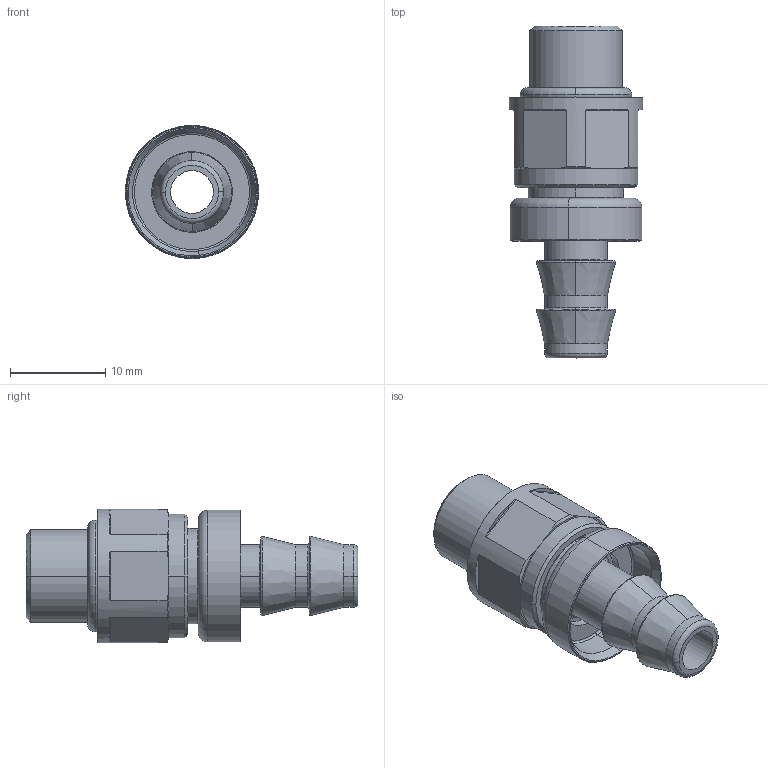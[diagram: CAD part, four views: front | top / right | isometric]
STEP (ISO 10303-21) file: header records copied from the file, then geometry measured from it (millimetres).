
FILE_DESCRIPTION (( 'STEP AP214' ), '1' );
FILE_NAME ('RL181235.STEP', '2016-02-18T15:10:53', ( '' ), ( '' ), 'SwSTEP 2.0', 'SolidWorks 2015', '' );
FILE_SCHEMA (( 'AUTOMOTIVE_DESIGN' ));
Length unit declared in the file: millimetre
Products named in the file (6): RL181235-2; 3JT7X1,5-VIT; RL181235; RL181235-3; 3JT8X1,5-VIT; RL181235-1
Assembly tree (5 placements, depth 2):
  RL181235
    RL181235-1
    RL181235-2
    3JT7X1,5-VIT
    3JT8X1,5-VIT
    RL181235-3
Bounding box: 14 x 34.9 x 14 mm (x, y, z)
Volume: 2234.1 mm3; surface area: 3272.2 mm2
Topology: 5 solids, 5 shells, 160 faces, 358 edges, 216 vertices
Faces by surface type: cylinder 44, torus 42, plane 36, cone 34, bspline 4
Entity records: 4910 total; most frequent: CARTESIAN_POINT 958, DIRECTION 886, ORIENTED_EDGE 716, AXIS2_PLACEMENT_3D 392, EDGE_CURVE 358, CIRCLE 228, VERTEX_POINT 216, EDGE_LOOP 178
